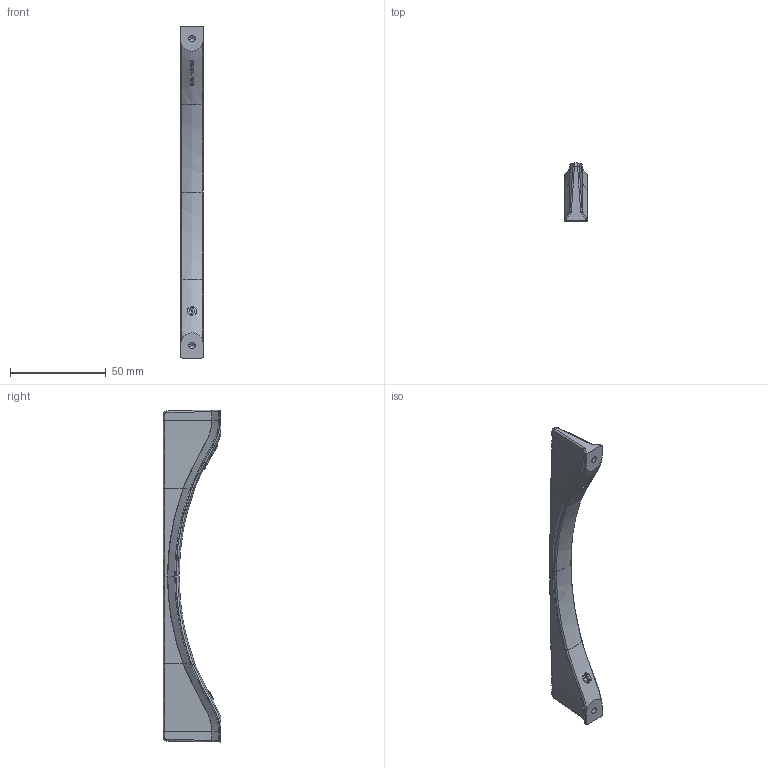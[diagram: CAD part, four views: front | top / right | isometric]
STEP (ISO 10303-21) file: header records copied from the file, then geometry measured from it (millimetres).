
FILE_DESCRIPTION(('Creo Elements/Direct Modeling STEP Export'),'2;1');
FILE_NAME('2340-173.stp','2022-05-31T11:16:16',(''),(''),'Creo Elements/Direct Modeling STEP processor for AP214 (Solid Model)','Creo Elements/Direct Modeling 20.0 12-Nov-2016 (C) Parametric Technology GmbH','');
FILE_SCHEMA(('AUTOMOTIVE_DESIGN { 1 0 10303 214 1 1 1 1 }'));
Length unit declared in the file: millimetre
Products named in the file (2): ZN-9442
Assembly tree (1 placements, depth 2):
  ZN-9442
    ZN-9442
Bounding box: 11.85 x 30 x 173 mm (x, y, z)
Volume: 20125.8 mm3; surface area: 9530 mm2
Topology: 1 solids, 1 shells, 436 faces, 1182 edges, 760 vertices
Faces by surface type: plane 306, bspline 78, cylinder 35, extrusion 13, cone 4
Entity records: 28120 total; most frequent: CARTESIAN_POINT 18444, ORIENTED_EDGE 2352, EDGE_CURVE 1176, DIRECTION 1107, VERTEX_POINT 760, B_SPLINE_CURVE_WITH_KNOTS 730, SURFACE_CURVE 607, EDGE_LOOP 454
